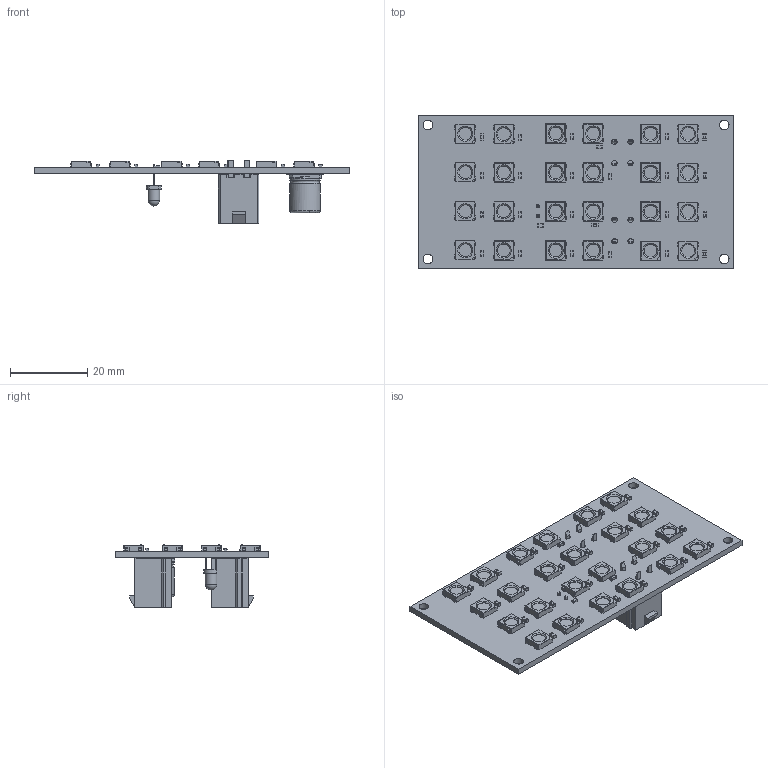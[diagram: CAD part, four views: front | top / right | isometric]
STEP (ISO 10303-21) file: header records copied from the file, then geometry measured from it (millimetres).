
FILE_DESCRIPTION(('KiCad electronic assembly'),'2;1');
FILE_NAME('Caution_Light_Panel.step','2021-02-04T23:52:36',('An Author') ,('A Company'),'Open CASCADE STEP processor 6.9', 'KiCad to STEP converter','Unknown');
FILE_SCHEMA(('AUTOMOTIVE_DESIGN { 1 0 10303 214 1 1 1 1 }'));
Length unit declared in the file: millimetre
Products named in the file (14): Open CASCADE STEP translator 6.9 1; R_0603_1608Metric; SOLID; Molex_Mini-Fit_Jr_5566-04A_2x02_P4.20mm_Vertical; LED_D3.0mm; C_0603_1608Metric; LED_WS2812B_PLCC4_5.0x5.0mm_P3.2mm; CP_Elec_8x10; COMPOUND
Assembly tree (60 placements, depth 3):
  Open CASCADE STEP translator 6.9 1
    R_0603_1608Metric
      SOLID
    Molex_Mini-Fit_Jr_5566-04A_2x02_P4.20mm_Vertical  x2
      SOLID
    LED_D3.0mm
      SOLID
    C_0603_1608Metric  x24
      SOLID
    LED_WS2812B_PLCC4_5.0x5.0mm_P3.2mm  x24
      SOLID
    CP_Elec_8x10
      SOLID
    COMPOUND
Bounding box: 81.88 x 39.82 x 16.3 mm (x, y, z)
Volume: 8029.2 mm3; surface area: 12588.4 mm2
Topology: 54 solids, 54 shells, 2667 faces, 7506 edges, 4949 vertices
Faces by surface type: plane 1781, cylinder 854, cone 24, torus 4, bspline 2, sphere 1, revolution 1
Full cylindrical faces by diameter (mm): 0.9 x2, 1.4 x8, 2.5 x4, 3 x1, 3.333 x24, 8 x2
Entity records: 24701 total; most frequent: CARTESIAN_POINT 4609, DIRECTION 3491, LINE 2338, VECTOR 2338, ORIENTED_EDGE 1764, PCURVE 1764, DEFINITIONAL_REPRESENTATION 1764, EDGE_CURVE 882
